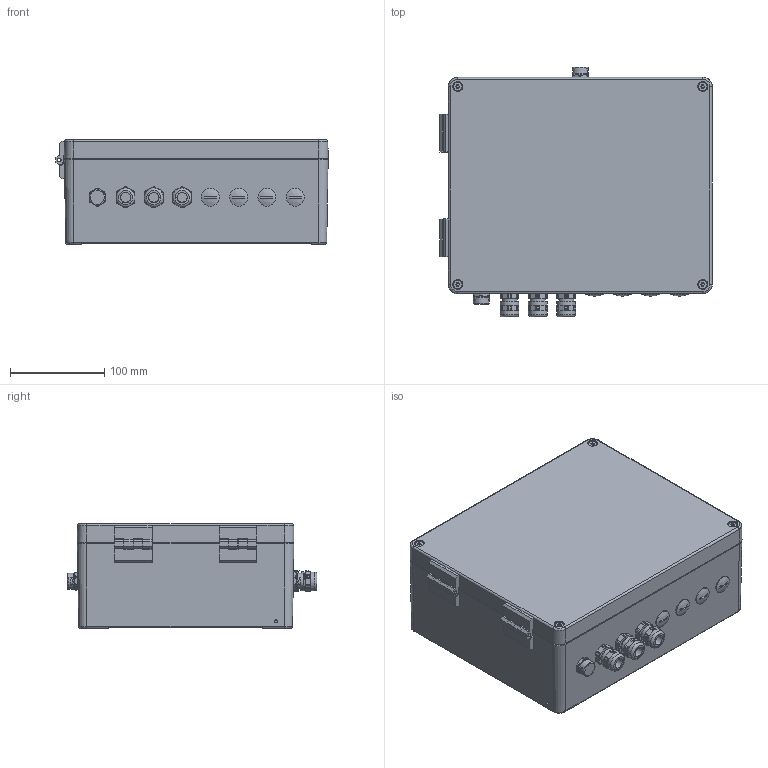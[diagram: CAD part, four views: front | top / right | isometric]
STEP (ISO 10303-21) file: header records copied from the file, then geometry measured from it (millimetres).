
FILE_DESCRIPTION (( 'STEP AP214' ), '1' );
FILE_NAME ('6NH31123BA001XX3_001_STEP.STEP', '2015-08-10T11:58:14', ( '' ), ( '' ), 'SwSTEP 2.0', 'SolidWorks 2014', '' );
FILE_SCHEMA (( 'AUTOMOTIVE_DESIGN' ));
Length unit declared in the file: millimetre
Products named in the file (8): Adapter; Verschluss_Schraube_M16; Verschraubung_M16; Body; 6NH31123BA001XX3_001_STEP; Beschriftung_2; Beschriftung_1; Klappe
Assembly tree (12 placements, depth 2):
  6NH31123BA001XX3_001_STEP
    Body
    Verschraubung_M16  x3
    Verschluss_Schraube_M16  x4
    Adapter
    Klappe
    Beschriftung_1
    Beschriftung_2
Bounding box: 289 x 265.21 x 111 mm (x, y, z)
Volume: 1205619.2 mm3; surface area: 552333 mm2
Topology: 10 solids, 89 shells, 1679 faces, 5395 edges, 3909 vertices
Faces by surface type: plane 715, cylinder 619, cone 155, bspline 101, torus 53, sphere 36
Full cylindrical faces by diameter (mm): 3.242 x1, 4.1 x8, 4.5 x1, 4.6 x12, 5 x2, 5.35 x4, 6 x4, 7.85 x2, 8.3 x2, 10.076 x4, 10.6 x4, 11 x3, 11.481 x2, 11.5 x4, 13.9 x4, 16 x17, 19 x4, 20 x6
Entity records: 76645 total; most frequent: CARTESIAN_POINT 20048, DIRECTION 8095, ORIENTED_EDGE 7740, EDGE_CURVE 4622, VERTEX_POINT 3503, LINE 2989, VECTOR 2989, AXIS2_PLACEMENT_3D 2553
